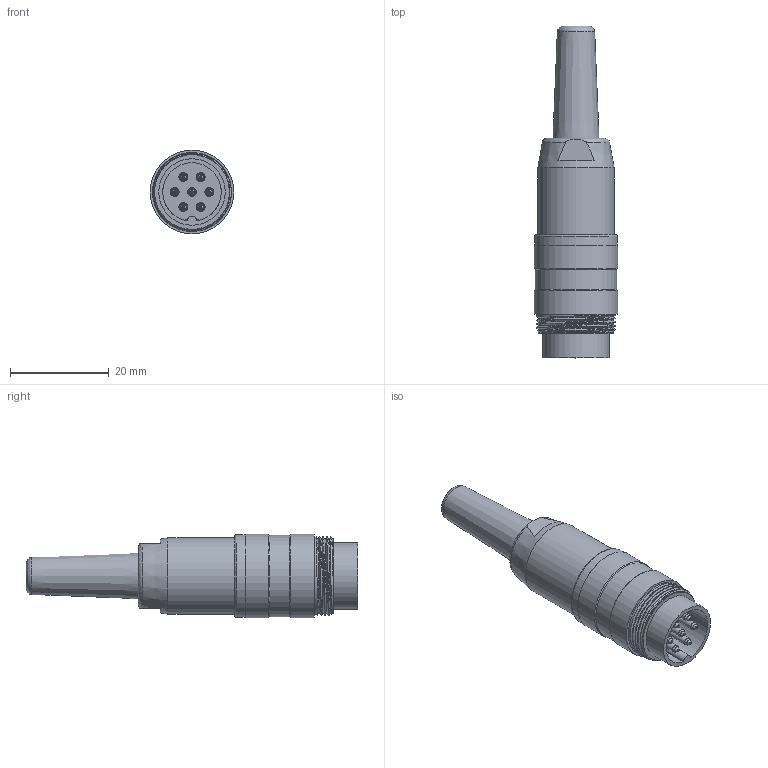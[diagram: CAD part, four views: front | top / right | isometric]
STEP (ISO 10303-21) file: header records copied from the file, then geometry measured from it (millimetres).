
FILE_DESCRIPTION(/* description */ (''),/* implementation_level */ '2;1');
FILE_NAME(/* name */ 't 3475 001nxc001-01.stp',/* time_stamp */ '2019-07-08T17:27:29+02:00',/* author */ (''),/* organization */ (''),/* preprocessor_version */ 'ST-DEVELOPER v16.7',/* originating_system */ 'SIEMENS PLM Software NX 12.0',/* authorisation */ '');
FILE_SCHEMA (('AUTOMOTIVE_DESIGN { 1 0 10303 214 3 1 1 1 }'));
Length unit declared in the file: millimetre
Products named in the file (1): t 3475 001nxc001-01
Bounding box: 17 x 67.4 x 17 mm (x, y, z)
Volume: 8967.1 mm3; surface area: 3940.1 mm2
Topology: 1 solids, 1 shells, 113 faces, 253 edges, 163 vertices
Faces by surface type: plane 39, cylinder 34, cone 21, bspline 19
Full cylindrical faces by diameter (mm): 1.475 x7, 1.5 x7, 1.82 x7, 3 x1, 13.5 x1, 15.5 x1, 16.6 x1, 16.8 x1, 17 x2
Entity records: 4376 total; most frequent: CARTESIAN_POINT 1546, DIRECTION 423, ORIENTED_EDGE 312, EDGE_LOOP 199, AXIS2_PLACEMENT_3D 195, FACE_BOUND 166, EDGE_CURVE 156, VERTEX_POINT 131
